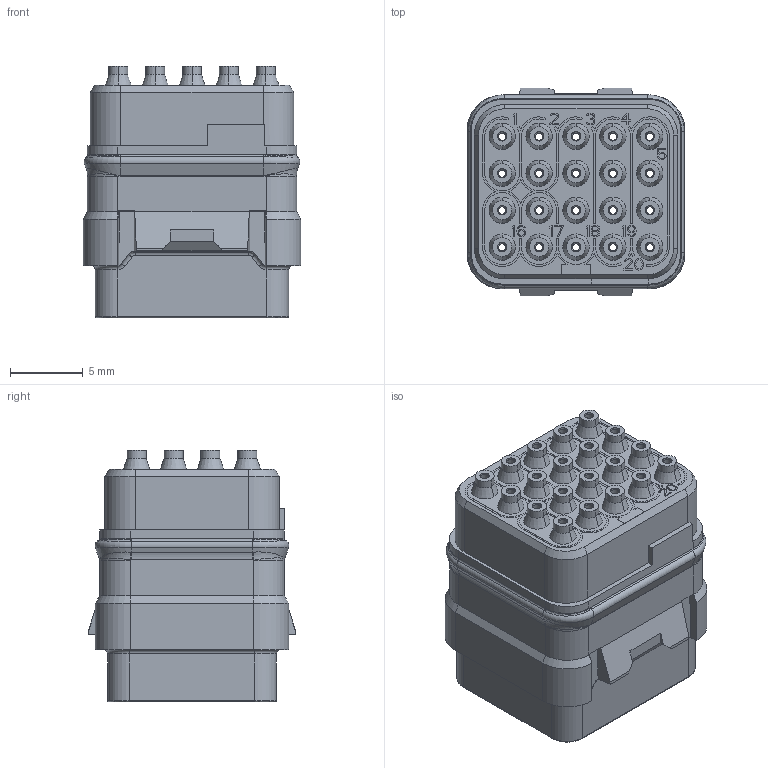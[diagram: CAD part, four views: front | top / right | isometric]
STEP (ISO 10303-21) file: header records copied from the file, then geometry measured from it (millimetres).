
FILE_DESCRIPTION((''),'2;1');
FILE_NAME('SIMEZ2A22PD','2020-01-07T',('presta_be4'),(''),'CREO PARAMETRIC BY PTC INC, 2018360','CREO PARAMETRIC BY PTC INC, 2018360','');
FILE_SCHEMA(('CONFIG_CONTROL_DESIGN'));
Products named in the file (1): SIMEZ2A22PD
Bounding box: 15 x 14.3 x 17.34 mm (x, y, z)
Volume: 1696 mm3; surface area: 3416.2 mm2
Topology: 1 solids, 1 shells, 3294 faces, 8170 edges, 5042 vertices
Faces by surface type: plane 1559, cylinder 851, torus 496, cone 348, bspline 40
Entity records: 99555 total; most frequent: CARTESIAN_POINT 19232, DIRECTION 17519, ORIENTED_EDGE 16340, EDGE_CURVE 8170, AXIS2_PLACEMENT_3D 6231, VECTOR 5057, LINE 5057, VERTEX_POINT 5042
